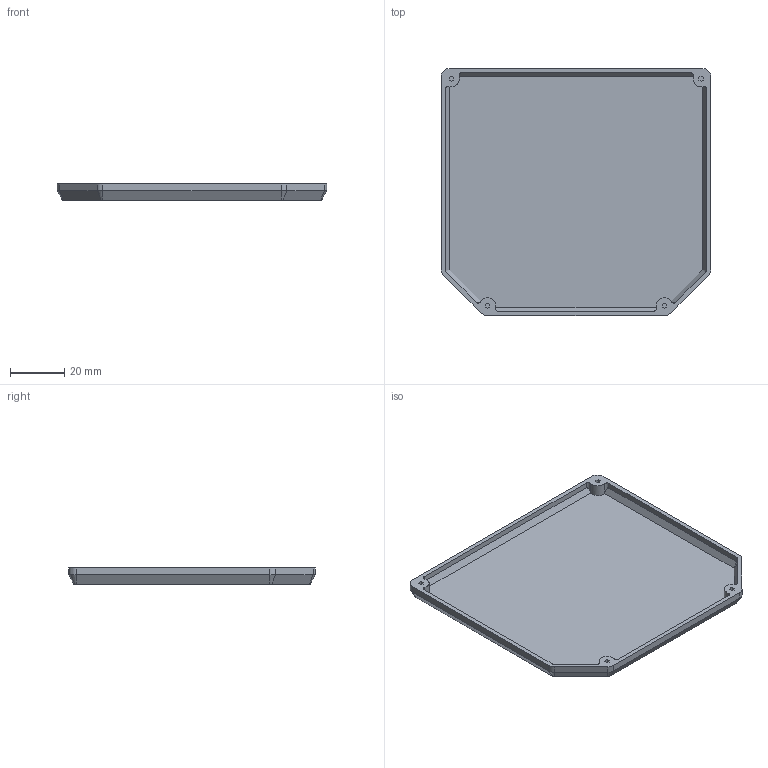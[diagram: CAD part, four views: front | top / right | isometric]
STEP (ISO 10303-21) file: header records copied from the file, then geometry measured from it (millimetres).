
FILE_DESCRIPTION(/* description */ (''),/* implementation_level */ '2;1');
FILE_NAME(/* name */ 'PRKB case v5.step',/* time_stamp */ '2021-10-23T10:40:07+09:00',/* author */ (''),/* organization */ (''),/* preprocessor_version */ 'ST-DEVELOPER v18.1',/* originating_system */ 'Autodesk Translation Framework v10.10.0.1391',/* authorisation */ '');
FILE_SCHEMA (('AUTOMOTIVE_DESIGN { 1 0 10303 214 3 1 1 }'));
Length unit declared in the file: millimetre
Products named in the file (1): PRKB case
Bounding box: 99.8 x 91.4 x 6 mm (x, y, z)
Volume: 15299.4 mm3; surface area: 21349.8 mm2
Topology: 1 solids, 1 shells, 339 faces, 872 edges, 576 vertices
Faces by surface type: plane 228, bspline 79, cylinder 24, cone 8
Full cylindrical faces by diameter (mm): 9 x4
Entity records: 10302 total; most frequent: CARTESIAN_POINT 2499, ORIENTED_EDGE 1744, DIRECTION 1300, EDGE_CURVE 872, LINE 650, VECTOR 650, VERTEX_POINT 576, EDGE_LOOP 380
